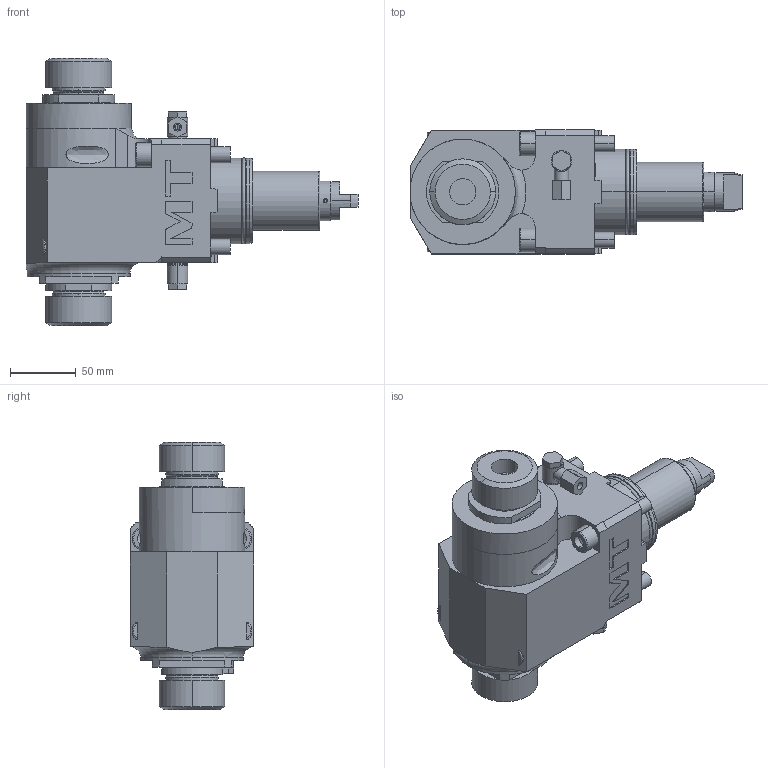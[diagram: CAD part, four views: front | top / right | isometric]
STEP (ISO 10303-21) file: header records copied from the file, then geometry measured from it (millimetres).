
FILE_DESCRIPTION((''),'2;1');
FILE_NAME('DWO0070232_CONF','2023-05-04T14:43:58',('gvalli'),('M.T. srl'),'CREO PARAMETRIC BY PTC INC, 2021072','CREO PARAMETRIC BY PTC INC, 2021072','');
FILE_SCHEMA(('CONFIG_CONTROL_DESIGN'));
Length unit declared in the file: millimetre
Products named in the file (1): DWO0070232_CONF
Bounding box: 252 x 94 x 202.92 mm (x, y, z)
Volume: 1679502.9 mm3; surface area: 123706.2 mm2
Topology: 1 solids, 1 shells, 383 faces, 920 edges, 583 vertices
Faces by surface type: plane 214, cylinder 118, cone 26, torus 19, extrusion 4, bspline 2
Entity records: 12207 total; most frequent: CARTESIAN_POINT 3097, DIRECTION 1942, ORIENTED_EDGE 1832, EDGE_CURVE 916, AXIS2_PLACEMENT_3D 699, VERTEX_POINT 583, VECTOR 544, LINE 540
